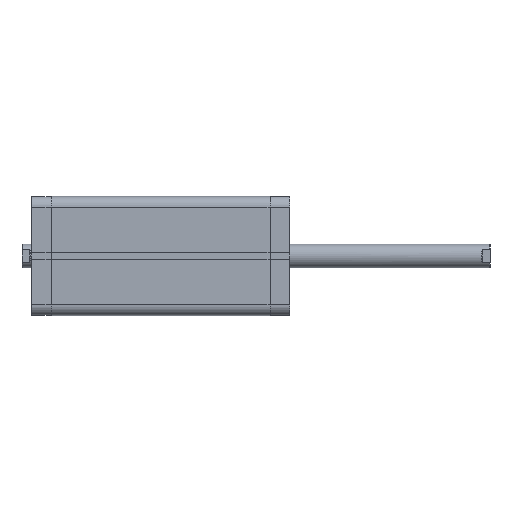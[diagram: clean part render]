
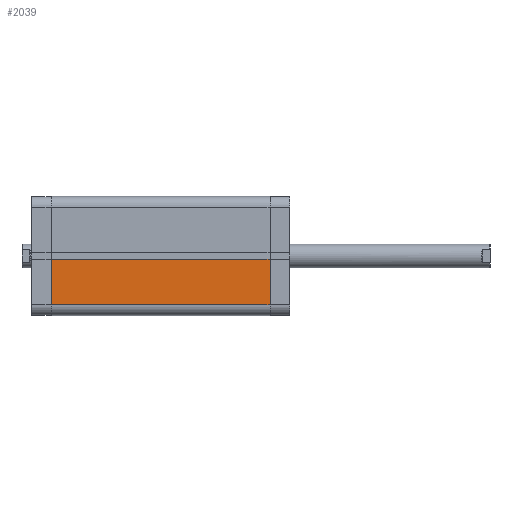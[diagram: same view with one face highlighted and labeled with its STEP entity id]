
A CAD part, front view. The second image highlights one B-rep face of the part: STEP entity #2039.
In plain terms, the highlighted face is planar.
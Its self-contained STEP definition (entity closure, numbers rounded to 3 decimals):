
#180 = VERTEX_POINT ( 'NONE', #402 ) ;
#181 = VERTEX_POINT ( 'NONE', #403 ) ;
#218 = VERTEX_POINT ( 'NONE', #440 ) ;
#219 = VERTEX_POINT ( 'NONE', #441 ) ;
#402 = CARTESIAN_POINT ( 'NONE',  ( 50., -41., 183.5 ) ) ;
#403 = CARTESIAN_POINT ( 'NONE',  ( 50., -2.6, 183.5 ) ) ;
#440 = CARTESIAN_POINT ( 'NONE',  ( 50., -2.6, 0. ) ) ;
#441 = CARTESIAN_POINT ( 'NONE',  ( 50., -41., 0. ) ) ;
#510 = CARTESIAN_POINT ( 'NONE',  ( 50., -2.6, 0. ) ) ;
#513 = DIRECTION ( 'NONE',  ( 0., 1., 0. ) ) ;
#574 = CARTESIAN_POINT ( 'NONE',  ( 50., -2.6, 183.5 ) ) ;
#575 = DIRECTION ( 'NONE',  ( 0., 1., 0. ) ) ;
#963 = CARTESIAN_POINT ( 'NONE',  ( 50., -2.6, 183.5 ) ) ;
#964 = PLANE ( 'NONE',  #5538 ) ;
#966 = DIRECTION ( 'NONE',  ( -1., 0., 0. ) ) ;
#967 = DIRECTION ( 'NONE',  ( 0., -1., 0. ) ) ;
#1430 = EDGE_CURVE ( 'NONE', #219, #218, #4022, .T. ) ;
#1498 = EDGE_CURVE ( 'NONE', #180, #181, #4032, .T. ) ;
#2039 = ADVANCED_FACE ( 'NONE', ( #4455 ), #964, .F. ) ;
#2552 = CARTESIAN_POINT ( 'NONE',  ( 50., -41., 183.5 ) ) ;
#2553 = DIRECTION ( 'NONE',  ( 0., 0., -1. ) ) ;
#2554 = CARTESIAN_POINT ( 'NONE',  ( 50., -2.6, 183.5 ) ) ;
#2555 = DIRECTION ( 'NONE',  ( 0., 0., -1. ) ) ;
#3177 = ORIENTED_EDGE ( 'NONE', *, *, #1430, .T. ) ;
#3179 = ORIENTED_EDGE ( 'NONE', *, *, #5434, .F. ) ;
#3180 = ORIENTED_EDGE ( 'NONE', *, *, #1498, .F. ) ;
#3181 = ORIENTED_EDGE ( 'NONE', *, *, #5433, .T. ) ;
#4022 = LINE ( 'NONE', #510, #4028 ) ;
#4028 = VECTOR ( 'NONE', #513, 1000. ) ;
#4032 = LINE ( 'NONE', #574, #4063 ) ;
#4063 = VECTOR ( 'NONE', #575, 1000. ) ;
#4213 = LINE ( 'NONE', #2552, #4214 ) ;
#4214 = VECTOR ( 'NONE', #2553, 1000. ) ;
#4215 = LINE ( 'NONE', #2554, #4216 ) ;
#4216 = VECTOR ( 'NONE', #2555, 1000. ) ;
#4455 = FACE_OUTER_BOUND ( 'NONE', #6510, .T. ) ;
#5433 = EDGE_CURVE ( 'NONE', #180, #219, #4213, .T. ) ;
#5434 = EDGE_CURVE ( 'NONE', #181, #218, #4215, .T. ) ;
#5538 = AXIS2_PLACEMENT_3D ( 'NONE', #963, #966, #967 ) ;
#6510 = EDGE_LOOP ( 'NONE', ( #3177, #3179, #3180, #3181 ) ) ;
